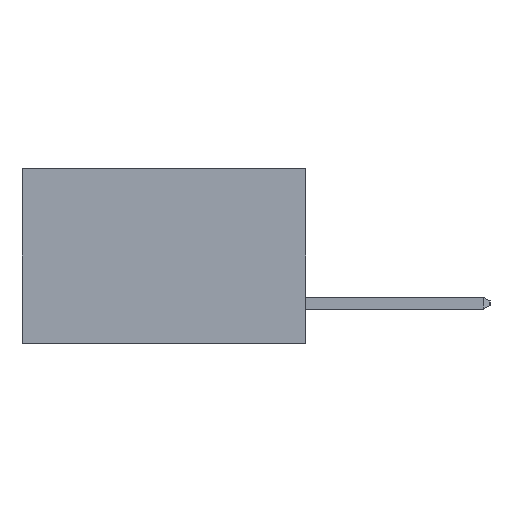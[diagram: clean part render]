
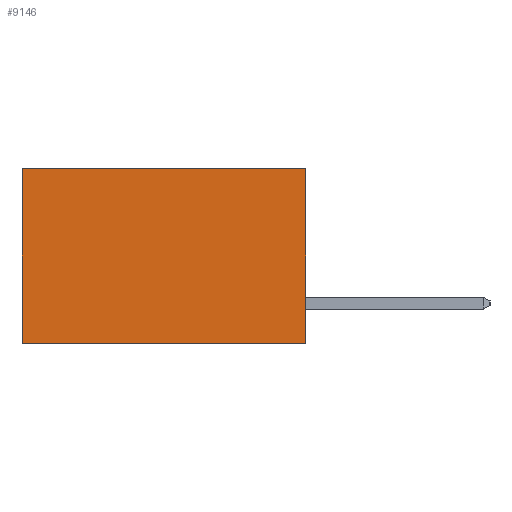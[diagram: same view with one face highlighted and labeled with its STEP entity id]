
A CAD part, left-side view. The second image highlights one B-rep face of the part: STEP entity #9146.
In plain terms, the highlighted planar face has unit normal (-1, 0, 0).
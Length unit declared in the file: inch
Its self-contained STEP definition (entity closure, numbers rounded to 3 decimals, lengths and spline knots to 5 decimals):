
#736 = AXIS2_PLACEMENT_3D ( 'NONE', #7058, #14738, #7121 ) ;
#858 = LINE ( 'NONE', #11230, #13252 ) ;
#2498 = DIRECTION ( 'NONE',  ( 0., 0., -1. ) ) ;
#2764 = EDGE_LOOP ( 'NONE', ( #17498, #10512, #12793, #3502 ) ) ;
#3502 = ORIENTED_EDGE ( 'NONE', *, *, #13629, .T. ) ;
#4496 = VERTEX_POINT ( 'NONE', #14202 ) ;
#4611 = CARTESIAN_POINT ( 'NONE',  ( 0.298, 0.6, -0.37 ) ) ;
#5512 = VERTEX_POINT ( 'NONE', #17962 ) ;
#6673 = VECTOR ( 'NONE', #2498, 39.37008 ) ;
#7058 = CARTESIAN_POINT ( 'NONE',  ( 0.298, 0., 0. ) ) ;
#7121 = DIRECTION ( 'NONE',  ( 0., 0., -1. ) ) ;
#7836 = EDGE_CURVE ( 'NONE', #4496, #19818, #10250, .T. ) ;
#8057 = FACE_OUTER_BOUND ( 'NONE', #2764, .T. ) ;
#8635 = VECTOR ( 'NONE', #19753, 39.37008 ) ;
#9146 = ADVANCED_FACE ( 'NONE', ( #8057 ), #15462, .F. ) ;
#9150 = LINE ( 'NONE', #18297, #8635 ) ;
#10250 = LINE ( 'NONE', #14603, #6673 ) ;
#10512 = ORIENTED_EDGE ( 'NONE', *, *, #18293, .F. ) ;
#10514 = CARTESIAN_POINT ( 'NONE',  ( 0.298, 0., -0.37 ) ) ;
#10585 = DIRECTION ( 'NONE',  ( 0., 1., 0. ) ) ;
#11009 = VECTOR ( 'NONE', #10585, 39.37008 ) ;
#11230 = CARTESIAN_POINT ( 'NONE',  ( 0.298, 0., 0. ) ) ;
#12793 = ORIENTED_EDGE ( 'NONE', *, *, #13211, .F. ) ;
#12812 = DIRECTION ( 'NONE',  ( 0., 0., -1. ) ) ;
#13211 = EDGE_CURVE ( 'NONE', #17486, #5512, #858, .T. ) ;
#13252 = VECTOR ( 'NONE', #12812, 39.37008 ) ;
#13629 = EDGE_CURVE ( 'NONE', #17486, #4496, #9150, .T. ) ;
#14202 = CARTESIAN_POINT ( 'NONE',  ( 0.298, 0.6, 0. ) ) ;
#14603 = CARTESIAN_POINT ( 'NONE',  ( 0.298, 0.6, 0. ) ) ;
#14738 = DIRECTION ( 'NONE',  ( 1., 0., 0. ) ) ;
#15462 = PLANE ( 'NONE',  #736 ) ;
#15553 = LINE ( 'NONE', #10514, #11009 ) ;
#16139 = CARTESIAN_POINT ( 'NONE',  ( 0.298, 0., 0. ) ) ;
#17486 = VERTEX_POINT ( 'NONE', #16139 ) ;
#17498 = ORIENTED_EDGE ( 'NONE', *, *, #7836, .T. ) ;
#17962 = CARTESIAN_POINT ( 'NONE',  ( 0.298, 0., -0.37 ) ) ;
#18293 = EDGE_CURVE ( 'NONE', #5512, #19818, #15553, .T. ) ;
#18297 = CARTESIAN_POINT ( 'NONE',  ( 0.298, 0., 0. ) ) ;
#19753 = DIRECTION ( 'NONE',  ( 0., 1., 0. ) ) ;
#19818 = VERTEX_POINT ( 'NONE', #4611 ) ;
